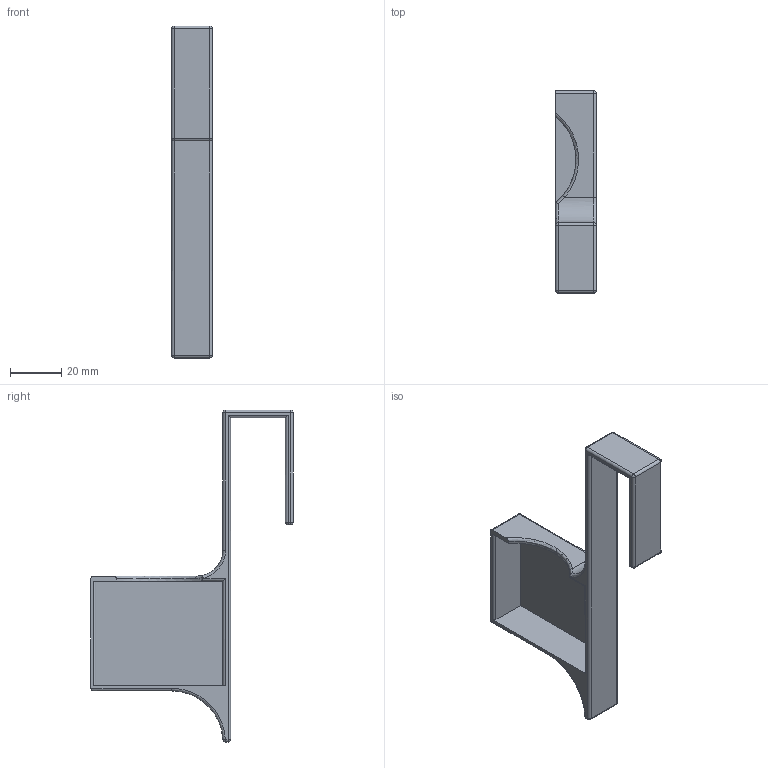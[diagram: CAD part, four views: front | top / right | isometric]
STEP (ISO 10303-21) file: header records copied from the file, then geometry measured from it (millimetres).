
FILE_DESCRIPTION(/* description */ ('Unknown'),/* implementation_level */ '2;1');
FILE_NAME(/* name */ 'Other_side',/* time_stamp */ '2025-04-21T21:26:47+02:00',/* author */ ('Unknown'),/* organization */ ('Unknown'),/* preprocessor_version */ 'ST-DEVELOPER v16.7',/* originating_system */ 'Solid Edge',/* authorisation */ 'Unknown');
FILE_SCHEMA (('AUTOMOTIVE_DESIGN {1 0 10303 214 3 1 1}'));
Length unit declared in the file: millimetre
Products named in the file (1): egyik_tarto
Bounding box: 16 x 79.2 x 130 mm (x, y, z)
Volume: 18204.2 mm3; surface area: 15648.8 mm2
Topology: 1 solids, 1 shells, 72 faces, 170 edges, 86 vertices
Faces by surface type: cylinder 34, plane 18, sphere 14, torus 5, bspline 1
Entity records: 1962 total; most frequent: DIRECTION 363, CARTESIAN_POINT 346, ORIENTED_EDGE 312, EDGE_CURVE 156, AXIS2_PLACEMENT_3D 141, VERTEX_POINT 86, LINE 81, VECTOR 81
